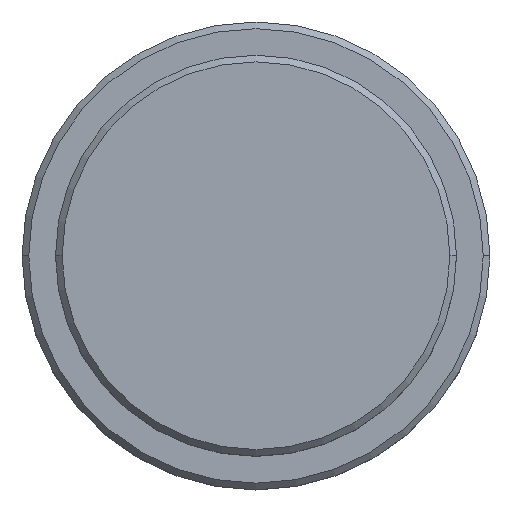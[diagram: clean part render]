
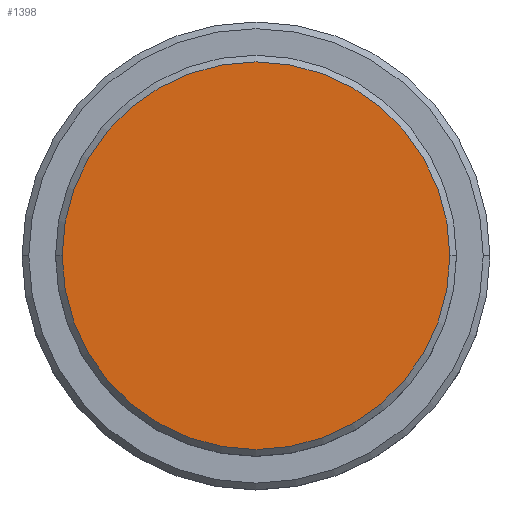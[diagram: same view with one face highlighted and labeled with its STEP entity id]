
A CAD part, top view. The second image highlights one B-rep face of the part: STEP entity #1398.
In plain terms, the highlighted planar face has unit normal (0, 0, 1).
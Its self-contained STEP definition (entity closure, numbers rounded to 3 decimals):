
#28 = VERTEX_POINT ( 'NONE', #470 ) ;
#53 = DIRECTION ( 'NONE',  ( 0., 0., 1. ) ) ;
#153 = ORIENTED_EDGE ( 'NONE', *, *, #597, .T. ) ;
#231 = CARTESIAN_POINT ( 'NONE',  ( -14.5, 0., 0. ) ) ;
#349 = CIRCLE ( 'NONE', #829, 14.5 ) ;
#470 = CARTESIAN_POINT ( 'NONE',  ( 14.5, 0., 0. ) ) ;
#501 = AXIS2_PLACEMENT_3D ( 'NONE', #1366, #53, #833 ) ;
#545 = FACE_OUTER_BOUND ( 'NONE', #743, .T. ) ;
#597 = EDGE_CURVE ( 'NONE', #28, #902, #349, .T. ) ;
#604 = CARTESIAN_POINT ( 'NONE',  ( 0., 0., 0. ) ) ;
#615 = DIRECTION ( 'NONE',  ( 0., 0., 1. ) ) ;
#622 = CIRCLE ( 'NONE', #501, 14.5 ) ;
#667 = PLANE ( 'NONE',  #813 ) ;
#705 = DIRECTION ( 'NONE',  ( 1., 0., 0. ) ) ;
#714 = EDGE_CURVE ( 'NONE', #902, #28, #622, .T. ) ;
#743 = EDGE_LOOP ( 'NONE', ( #1305, #153 ) ) ;
#813 = AXIS2_PLACEMENT_3D ( 'NONE', #977, #1104, #705 ) ;
#829 = AXIS2_PLACEMENT_3D ( 'NONE', #604, #615, #845 ) ;
#833 = DIRECTION ( 'NONE',  ( 1., 0., 0. ) ) ;
#845 = DIRECTION ( 'NONE',  ( 1., 0., 0. ) ) ;
#902 = VERTEX_POINT ( 'NONE', #231 ) ;
#977 = CARTESIAN_POINT ( 'NONE',  ( 0., 0., 0. ) ) ;
#1104 = DIRECTION ( 'NONE',  ( 0., 0., 1. ) ) ;
#1305 = ORIENTED_EDGE ( 'NONE', *, *, #714, .T. ) ;
#1366 = CARTESIAN_POINT ( 'NONE',  ( 0., 0., 0. ) ) ;
#1398 = ADVANCED_FACE ( 'NONE', ( #545 ), #667, .T. ) ;
